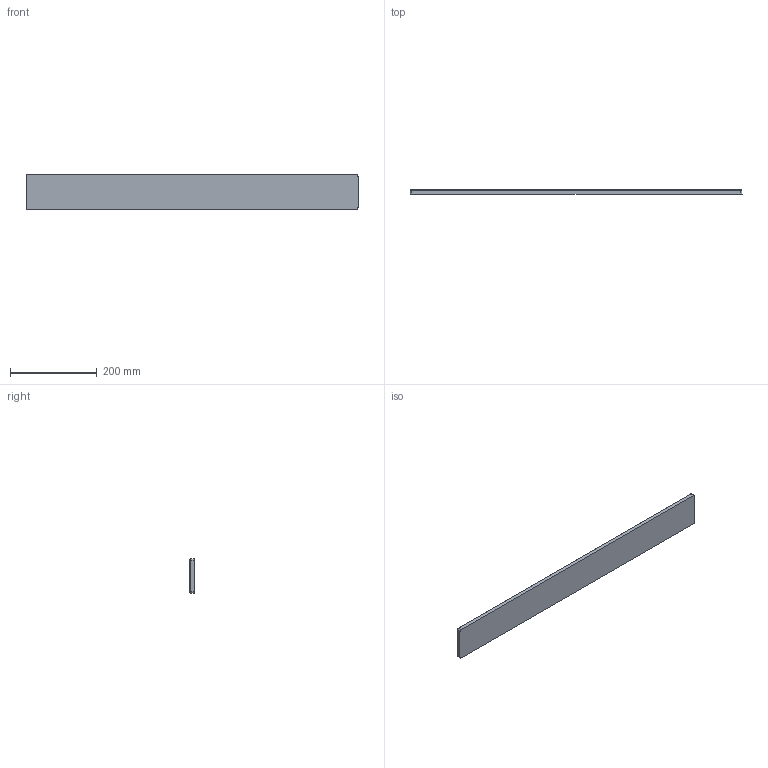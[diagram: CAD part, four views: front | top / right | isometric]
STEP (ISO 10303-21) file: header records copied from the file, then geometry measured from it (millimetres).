
FILE_DESCRIPTION (( 'STEP AP214' ), '1' );
FILE_NAME ('Island.STEP', '2025-10-01T06:17:23', ( '' ), ( '' ), 'SwSTEP 2.0', 'SolidWorks 2020', '' );
FILE_SCHEMA (( 'AUTOMOTIVE_DESIGN' ));
Length unit declared in the file: millimetre
Products named in the file (1): Island
Bounding box: 765 x 10 x 80 mm (x, y, z)
Volume: 607587 mm3; surface area: 137280.3 mm2
Topology: 1 solids, 1 shells, 22 faces, 52 edges, 32 vertices
Faces by surface type: bspline 8, cylinder 8, plane 6
Entity records: 762 total; most frequent: CARTESIAN_POINT 303, ORIENTED_EDGE 104, DIRECTION 74, EDGE_CURVE 52, VERTEX_POINT 32, AXIS2_PLACEMENT_3D 27, EDGE_LOOP 22, ADVANCED_FACE 22
